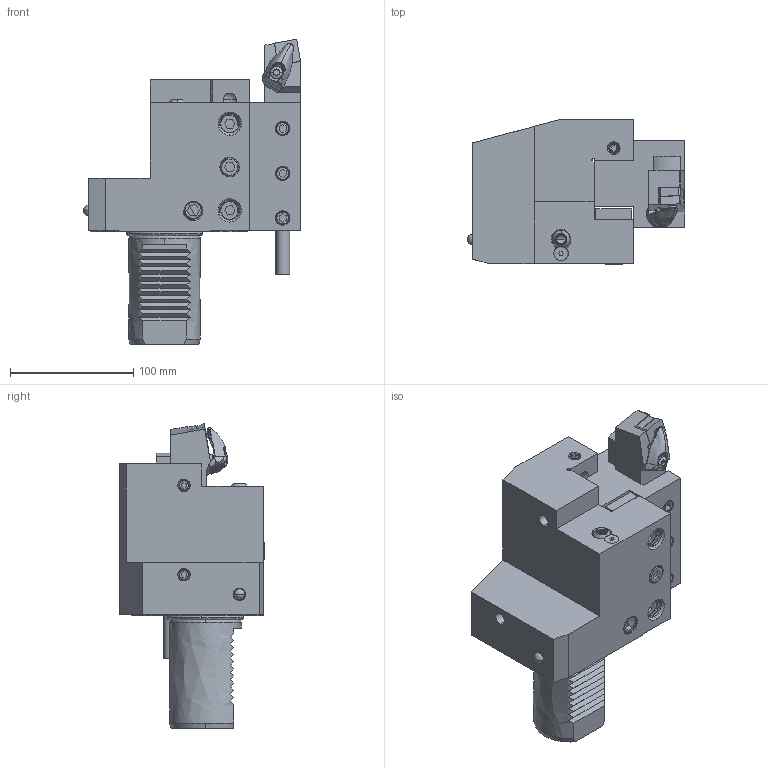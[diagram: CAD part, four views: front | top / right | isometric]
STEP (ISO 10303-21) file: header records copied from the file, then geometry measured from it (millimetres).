
FILE_DESCRIPTION(('FreeCAD Model'),'2;1');
FILE_NAME('Open CASCADE Shape Model','2025-05-09T05:04:16',('FreeCAD'),( 'FreeCAD'),'Open CASCADE STEP processor 7.6','FreeCAD','Unknown');
FILE_SCHEMA(('AUTOMOTIVE_DESIGN { 1 0 10303 214 1 1 1 1 }'));
Products named in the file (1): Open CASCADE STEP translator 7.6 1
Bounding box: 175.93 x 117.32 x 247.07 mm (x, y, z)
Volume: 1788739.9 mm3; surface area: 237895.3 mm2
Topology: 28 solids, 28 shells, 1326 faces, 3502 edges, 2229 vertices
Faces by surface type: bspline 1326
Entity records: 106604 total; most frequent: CARTESIAN_POINT 87551, ORIENTED_EDGE 6960, EDGE_CURVE 3480, VERTEX_POINT 2229, B_SPLINE_CURVE_WITH_KNOTS 1897, FACE_BOUND 1394, EDGE_LOOP 1394, ADVANCED_FACE 1326
